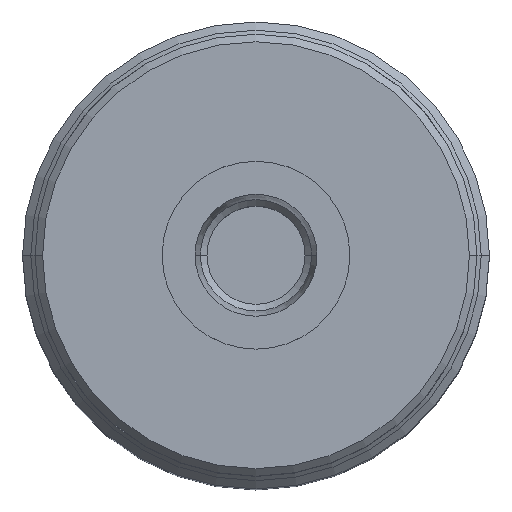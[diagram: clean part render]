
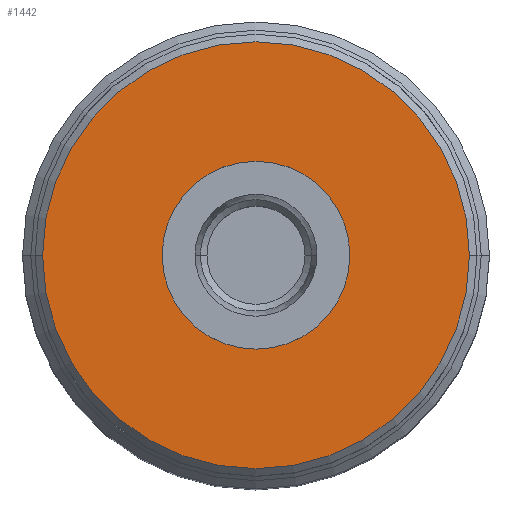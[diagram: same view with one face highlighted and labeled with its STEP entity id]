
A CAD part, top view. The second image highlights one B-rep face of the part: STEP entity #1442.
In plain terms, the highlighted planar face has unit normal (0, 0, 1).
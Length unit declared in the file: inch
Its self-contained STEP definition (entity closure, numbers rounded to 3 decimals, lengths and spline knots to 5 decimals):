
#370=CARTESIAN_POINT('',(0.,0.,3.12));
#371=DIRECTION('',(0.,0.,-1.));
#372=DIRECTION('',(-1.,0.,0.));
#373=AXIS2_PLACEMENT_3D('',#370,#371,#372);
#378=CARTESIAN_POINT('',(0.,0.,3.12));
#379=DIRECTION('',(0.,0.,-1.));
#380=DIRECTION('',(1.,0.,0.));
#381=AXIS2_PLACEMENT_3D('',#378,#379,#380);
#386=CARTESIAN_POINT('',(0.,0.,3.12));
#387=DIRECTION('',(0.,0.,1.));
#388=DIRECTION('',(-1.,0.,0.));
#389=AXIS2_PLACEMENT_3D('',#386,#387,#388);
#394=CARTESIAN_POINT('',(0.,0.,3.12));
#395=DIRECTION('',(0.,0.,1.));
#396=DIRECTION('',(1.,0.,0.));
#397=AXIS2_PLACEMENT_3D('',#394,#395,#396);
#1144=CARTESIAN_POINT('',(-0.375,0.,3.12));
#1145=CARTESIAN_POINT('',(0.375,0.,3.12));
#1146=VERTEX_POINT('',#1144);
#1147=VERTEX_POINT('',#1145);
#1164=CARTESIAN_POINT('',(-0.8525,0.,3.12));
#1165=CARTESIAN_POINT('',(0.8525,0.,3.12));
#1166=VERTEX_POINT('',#1164);
#1167=VERTEX_POINT('',#1165);
#1426=CARTESIAN_POINT('',(0.,0.,3.12));
#1427=DIRECTION('',(0.,0.,1.));
#1428=DIRECTION('',(1.,0.,0.));
#1429=AXIS2_PLACEMENT_3D('',#1426,#1427,#1428);
#1430=PLANE('',#1429);
#1432=ORIENTED_EDGE('',*,*,#1431,.F.);
#1433=ORIENTED_EDGE('',*,*,#1416,.F.);
#1434=EDGE_LOOP('',(#1432,#1433));
#1435=FACE_OUTER_BOUND('',#1434,.F.);
#1437=ORIENTED_EDGE('',*,*,#1436,.F.);
#1439=ORIENTED_EDGE('',*,*,#1438,.F.);
#1440=EDGE_LOOP('',(#1437,#1439));
#1441=FACE_BOUND('',#1440,.F.);
#1442=ADVANCED_FACE('',(#1435,#1441),#1430,.T.);
#374=CIRCLE('',#373,0.375);
#382=CIRCLE('',#381,0.375);
#390=CIRCLE('',#389,0.8525);
#398=CIRCLE('',#397,0.8525);
#1416=EDGE_CURVE('',#1167,#1166,#398,.T.);
#1431=EDGE_CURVE('',#1166,#1167,#390,.T.);
#1436=EDGE_CURVE('',#1146,#1147,#374,.T.);
#1438=EDGE_CURVE('',#1147,#1146,#382,.T.);
